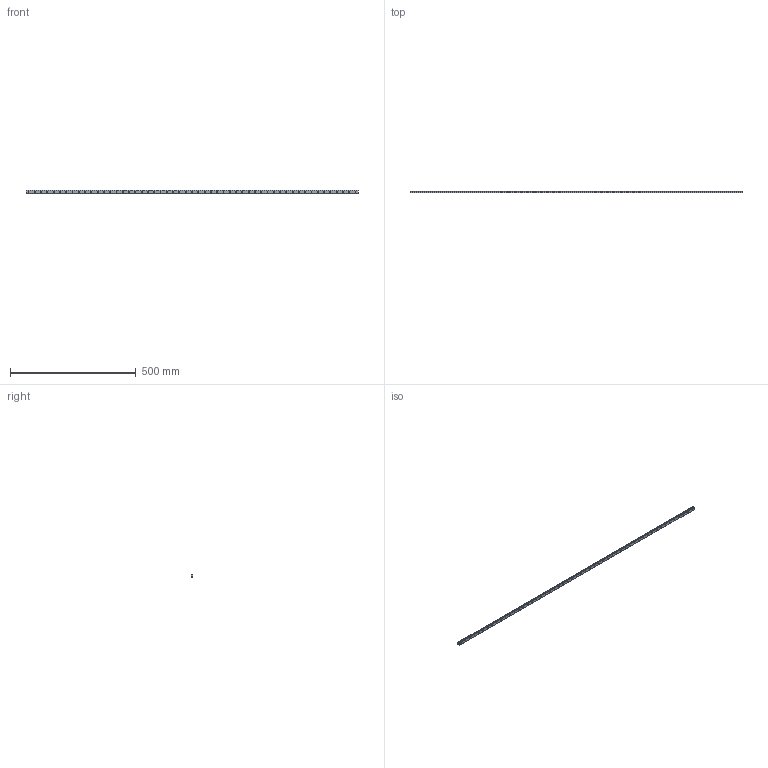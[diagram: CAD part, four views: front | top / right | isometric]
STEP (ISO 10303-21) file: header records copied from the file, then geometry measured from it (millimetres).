
FILE_DESCRIPTION (( 'STEP AP214' ), '1' );
FILE_NAME ('SRS12MSS-1320LM_G10_0_0_0_0_0_1.STEP', '2021-08-10T12:15:41', ( '' ), ( '' ), 'SwSTEP 2.0', 'SolidWorks 2021', '' );
FILE_SCHEMA (( 'AUTOMOTIVE_DESIGN' ));
Length unit declared in the file: millimetre
Products named in the file (2): SRS12MSS-1320LM_G10_0_0_0_0_0_1; _SRS12M132010 Track
Assembly tree (1 placements, depth 2):
  SRS12MSS-1320LM_G10_0_0_0_0_0_1
    _SRS12M132010 Track
Bounding box: 1320 x 7.5 x 12 mm (x, y, z)
Volume: 107100.9 mm3; surface area: 56980.9 mm2
Topology: 1 solids, 1 shells, 284 faces, 687 edges, 458 vertices
Faces by surface type: cylinder 219, plane 65
Entity records: 8827 total; most frequent: DIRECTION 1701, CARTESIAN_POINT 1433, ORIENTED_EDGE 1374, AXIS2_PLACEMENT_3D 726, EDGE_CURVE 687, VERTEX_POINT 458, EDGE_LOOP 443, CIRCLE 438
